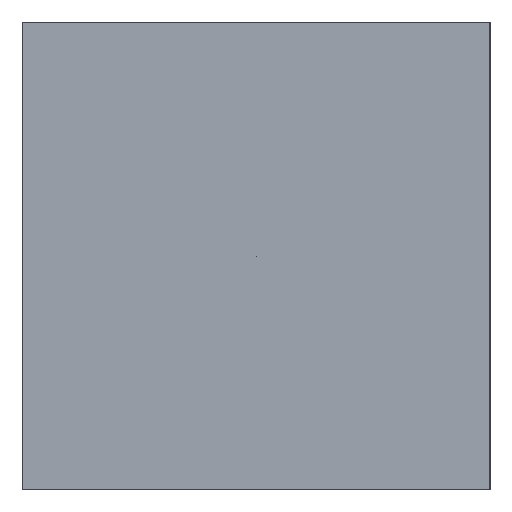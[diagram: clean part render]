
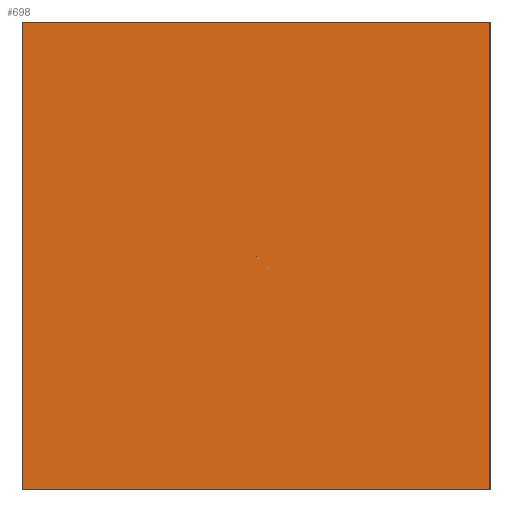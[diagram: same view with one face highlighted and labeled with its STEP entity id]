
A CAD part, left-side view. The second image highlights one B-rep face of the part: STEP entity #698.
In plain terms, the highlighted free-form (B-spline) face has degree [1, 1] with [2, 2] control points.
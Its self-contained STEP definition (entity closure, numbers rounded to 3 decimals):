
#71 = B_SPLINE_SURFACE_WITH_KNOTS('',1,1,(
    (#72,#73)
    ,(#74,#75
    )),.UNSPECIFIED.,.F.,.F.,.F.,(2,2),(2,2),(0.,1.),(0.,1.),
  .PIECEWISE_BEZIER_KNOTS.);
#72 = CARTESIAN_POINT('',(0.,0.,0.));
#73 = CARTESIAN_POINT('',(0.,0.,1.));
#74 = CARTESIAN_POINT('',(5.,0.,0.));
#75 = CARTESIAN_POINT('',(5.,0.,1.));
#400 = VERTEX_POINT('',#401);
#401 = CARTESIAN_POINT('',(0.,0.,0.));
#417 = B_SPLINE_SURFACE_WITH_KNOTS('',1,1,(
    (#418,#419)
    ,(#420,#421
    )),.UNSPECIFIED.,.F.,.F.,.F.,(2,2),(2,2),(0.,1.),(0.,1.),
  .PIECEWISE_BEZIER_KNOTS.);
#418 = CARTESIAN_POINT('',(5.,1.,0.));
#419 = CARTESIAN_POINT('',(5.,0.,0.));
#420 = CARTESIAN_POINT('',(0.,1.,0.));
#421 = CARTESIAN_POINT('',(0.,0.,0.));
#456 = VERTEX_POINT('',#457);
#457 = CARTESIAN_POINT('',(0.,0.,1.));
#471 = B_SPLINE_SURFACE_WITH_KNOTS('',1,1,(
    (#472,#473)
    ,(#474,#475
    )),.UNSPECIFIED.,.F.,.F.,.F.,(2,2),(2,2),(0.,1.),(0.,1.),
  .PIECEWISE_BEZIER_KNOTS.);
#472 = CARTESIAN_POINT('',(5.,0.,1.));
#473 = CARTESIAN_POINT('',(5.,1.,1.));
#474 = CARTESIAN_POINT('',(0.,0.,1.));
#475 = CARTESIAN_POINT('',(0.,1.,1.));
#482 = EDGE_CURVE('',#456,#400,#483,.T.);
#483 = SURFACE_CURVE('',#484,(#489,#495),.PCURVE_S1.);
#484 = B_SPLINE_CURVE_WITH_KNOTS('',3,(#485,#486,#487,#488),
  .UNSPECIFIED.,.F.,.F.,(4,4),(0.,1.),.PIECEWISE_BEZIER_KNOTS.);
#485 = CARTESIAN_POINT('',(0.,0.,1.));
#486 = CARTESIAN_POINT('',(0.,0.,0.667));
#487 = CARTESIAN_POINT('',(0.,0.,0.333));
#488 = CARTESIAN_POINT('',(0.,0.,0.));
#489 = PCURVE('',#71,#490);
#490 = DEFINITIONAL_REPRESENTATION('',(#491),#494);
#491 = B_SPLINE_CURVE_WITH_KNOTS('',1,(#492,#493),.UNSPECIFIED.,.F.,.F.,
  (2,2),(0.,1.),.PIECEWISE_BEZIER_KNOTS.);
#492 = CARTESIAN_POINT('',(0.,1.));
#493 = CARTESIAN_POINT('',(0.,0.));
#494 = ( GEOMETRIC_REPRESENTATION_CONTEXT(2) 
PARAMETRIC_REPRESENTATION_CONTEXT() REPRESENTATION_CONTEXT('2D SPACE',''
  ) );
#495 = PCURVE('',#496,#501);
#496 = B_SPLINE_SURFACE_WITH_KNOTS('',1,1,(
    (#497,#498)
    ,(#499,#500
    )),.UNSPECIFIED.,.F.,.F.,.F.,(2,2),(2,2),(0.,1.),(0.,1.),
  .PIECEWISE_BEZIER_KNOTS.);
#497 = CARTESIAN_POINT('',(0.,1.,1.));
#498 = CARTESIAN_POINT('',(0.,1.,0.));
#499 = CARTESIAN_POINT('',(0.,0.,1.));
#500 = CARTESIAN_POINT('',(0.,0.,0.));
#501 = DEFINITIONAL_REPRESENTATION('',(#502),#505);
#502 = B_SPLINE_CURVE_WITH_KNOTS('',1,(#503,#504),.UNSPECIFIED.,.F.,.F.,
  (2,2),(0.,1.),.PIECEWISE_BEZIER_KNOTS.);
#503 = CARTESIAN_POINT('',(1.,0.));
#504 = CARTESIAN_POINT('',(1.,1.));
#505 = ( GEOMETRIC_REPRESENTATION_CONTEXT(2) 
PARAMETRIC_REPRESENTATION_CONTEXT() REPRESENTATION_CONTEXT('2D SPACE',''
  ) );
#519 = VERTEX_POINT('',#520);
#520 = CARTESIAN_POINT('',(0.,1.,0.));
#534 = B_SPLINE_SURFACE_WITH_KNOTS('',1,1,(
    (#535,#536)
    ,(#537,#538
    )),.UNSPECIFIED.,.F.,.F.,.F.,(2,2),(2,2),(0.,1.),(0.,1.),
  .PIECEWISE_BEZIER_KNOTS.);
#535 = CARTESIAN_POINT('',(5.,1.,1.));
#536 = CARTESIAN_POINT('',(5.,1.,0.));
#537 = CARTESIAN_POINT('',(0.,1.,1.));
#538 = CARTESIAN_POINT('',(0.,1.,0.));
#545 = EDGE_CURVE('',#400,#519,#546,.T.);
#546 = SURFACE_CURVE('',#547,(#552,#558),.PCURVE_S1.);
#547 = B_SPLINE_CURVE_WITH_KNOTS('',3,(#548,#549,#550,#551),
  .UNSPECIFIED.,.F.,.F.,(4,4),(0.,1.),.PIECEWISE_BEZIER_KNOTS.);
#548 = CARTESIAN_POINT('',(0.,0.,0.));
#549 = CARTESIAN_POINT('',(0.,0.333,0.));
#550 = CARTESIAN_POINT('',(0.,0.667,0.));
#551 = CARTESIAN_POINT('',(0.,1.,0.));
#552 = PCURVE('',#417,#553);
#553 = DEFINITIONAL_REPRESENTATION('',(#554),#557);
#554 = B_SPLINE_CURVE_WITH_KNOTS('',1,(#555,#556),.UNSPECIFIED.,.F.,.F.,
  (2,2),(0.,1.),.PIECEWISE_BEZIER_KNOTS.);
#555 = CARTESIAN_POINT('',(1.,1.));
#556 = CARTESIAN_POINT('',(1.,0.));
#557 = ( GEOMETRIC_REPRESENTATION_CONTEXT(2) 
PARAMETRIC_REPRESENTATION_CONTEXT() REPRESENTATION_CONTEXT('2D SPACE',''
  ) );
#558 = PCURVE('',#496,#559);
#559 = DEFINITIONAL_REPRESENTATION('',(#560),#563);
#560 = B_SPLINE_CURVE_WITH_KNOTS('',1,(#561,#562),.UNSPECIFIED.,.F.,.F.,
  (2,2),(0.,1.),.PIECEWISE_BEZIER_KNOTS.);
#561 = CARTESIAN_POINT('',(1.,1.));
#562 = CARTESIAN_POINT('',(0.,1.));
#563 = ( GEOMETRIC_REPRESENTATION_CONTEXT(2) 
PARAMETRIC_REPRESENTATION_CONTEXT() REPRESENTATION_CONTEXT('2D SPACE',''
  ) );
#590 = VERTEX_POINT('',#591);
#591 = CARTESIAN_POINT('',(0.,1.,1.));
#613 = EDGE_CURVE('',#519,#590,#614,.T.);
#614 = SURFACE_CURVE('',#615,(#620,#626),.PCURVE_S1.);
#615 = B_SPLINE_CURVE_WITH_KNOTS('',3,(#616,#617,#618,#619),
  .UNSPECIFIED.,.F.,.F.,(4,4),(0.,1.),.PIECEWISE_BEZIER_KNOTS.);
#616 = CARTESIAN_POINT('',(0.,1.,0.));
#617 = CARTESIAN_POINT('',(0.,1.,0.333));
#618 = CARTESIAN_POINT('',(0.,1.,0.667));
#619 = CARTESIAN_POINT('',(0.,1.,1.));
#620 = PCURVE('',#534,#621);
#621 = DEFINITIONAL_REPRESENTATION('',(#622),#625);
#622 = B_SPLINE_CURVE_WITH_KNOTS('',1,(#623,#624),.UNSPECIFIED.,.F.,.F.,
  (2,2),(0.,1.),.PIECEWISE_BEZIER_KNOTS.);
#623 = CARTESIAN_POINT('',(1.,1.));
#624 = CARTESIAN_POINT('',(1.,0.));
#625 = ( GEOMETRIC_REPRESENTATION_CONTEXT(2) 
PARAMETRIC_REPRESENTATION_CONTEXT() REPRESENTATION_CONTEXT('2D SPACE',''
  ) );
#626 = PCURVE('',#496,#627);
#627 = DEFINITIONAL_REPRESENTATION('',(#628),#631);
#628 = B_SPLINE_CURVE_WITH_KNOTS('',1,(#629,#630),.UNSPECIFIED.,.F.,.F.,
  (2,2),(0.,1.),.PIECEWISE_BEZIER_KNOTS.);
#629 = CARTESIAN_POINT('',(0.,1.));
#630 = CARTESIAN_POINT('',(0.,0.));
#631 = ( GEOMETRIC_REPRESENTATION_CONTEXT(2) 
PARAMETRIC_REPRESENTATION_CONTEXT() REPRESENTATION_CONTEXT('2D SPACE',''
  ) );
#658 = EDGE_CURVE('',#590,#456,#659,.T.);
#659 = SURFACE_CURVE('',#660,(#665,#671),.PCURVE_S1.);
#660 = B_SPLINE_CURVE_WITH_KNOTS('',3,(#661,#662,#663,#664),
  .UNSPECIFIED.,.F.,.F.,(4,4),(0.,1.),.PIECEWISE_BEZIER_KNOTS.);
#661 = CARTESIAN_POINT('',(0.,1.,1.));
#662 = CARTESIAN_POINT('',(0.,0.667,1.));
#663 = CARTESIAN_POINT('',(0.,0.333,1.));
#664 = CARTESIAN_POINT('',(0.,0.,1.));
#665 = PCURVE('',#471,#666);
#666 = DEFINITIONAL_REPRESENTATION('',(#667),#670);
#667 = B_SPLINE_CURVE_WITH_KNOTS('',1,(#668,#669),.UNSPECIFIED.,.F.,.F.,
  (2,2),(0.,1.),.PIECEWISE_BEZIER_KNOTS.);
#668 = CARTESIAN_POINT('',(1.,1.));
#669 = CARTESIAN_POINT('',(1.,0.));
#670 = ( GEOMETRIC_REPRESENTATION_CONTEXT(2) 
PARAMETRIC_REPRESENTATION_CONTEXT() REPRESENTATION_CONTEXT('2D SPACE',''
  ) );
#671 = PCURVE('',#496,#672);
#672 = DEFINITIONAL_REPRESENTATION('',(#673),#676);
#673 = B_SPLINE_CURVE_WITH_KNOTS('',1,(#674,#675),.UNSPECIFIED.,.F.,.F.,
  (2,2),(0.,1.),.PIECEWISE_BEZIER_KNOTS.);
#674 = CARTESIAN_POINT('',(0.,0.));
#675 = CARTESIAN_POINT('',(1.,0.));
#676 = ( GEOMETRIC_REPRESENTATION_CONTEXT(2) 
PARAMETRIC_REPRESENTATION_CONTEXT() REPRESENTATION_CONTEXT('2D SPACE',''
  ) );
#698 = ADVANCED_FACE('',(#699),#496,.T.);
#699 = FACE_BOUND('',#700,.T.);
#700 = EDGE_LOOP('',(#701,#702,#703,#704));
#701 = ORIENTED_EDGE('',*,*,#658,.T.);
#702 = ORIENTED_EDGE('',*,*,#482,.T.);
#703 = ORIENTED_EDGE('',*,*,#545,.T.);
#704 = ORIENTED_EDGE('',*,*,#613,.T.);
